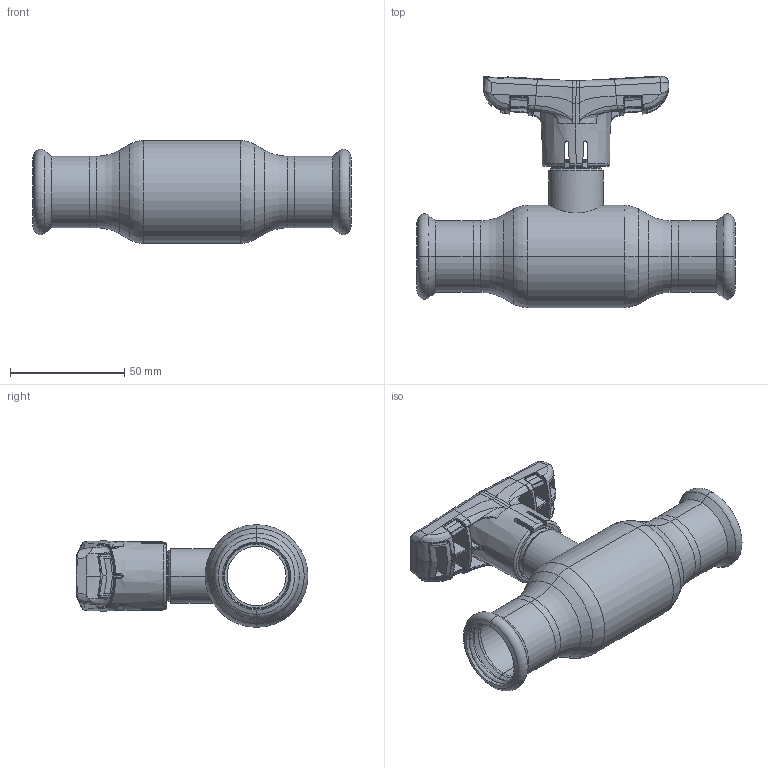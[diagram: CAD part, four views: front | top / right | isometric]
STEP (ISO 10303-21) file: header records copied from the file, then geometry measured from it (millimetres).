
FILE_DESCRIPTION (( 'STEP AP214' ), '1' );
FILE_NAME ('1025000100-1400.step', '2024-01-15T11:13:14', ( '' ), ( '' ), 'SwSTEP 2.0', 'SolidWorks 2021', '' );
FILE_SCHEMA (( 'AUTOMOTIVE_DESIGN' ));
Length unit declared in the file: millimetre
Products named in the file (1): 1025000100-1400
Bounding box: 139.6 x 101.57 x 45 mm (x, y, z)
Surface area: 39482.1 mm2 (no closed solid volume)
Topology: 0 solids, 8 shells, 669 faces, 2220 edges, 1475 vertices
Faces by surface type: bspline 528, plane 46, cylinder 36, cone 30, torus 25, sphere 4
Entity records: 62407 total; most frequent: CARTESIAN_POINT 41074, ORIENTED_EDGE 3662, EDGE_CURVE 2208, B_SPLINE_CURVE_WITH_KNOTS 1608, VERTEX_POINT 1472, DIRECTION 1324, EDGE_LOOP 681, UNCERTAINTY_MEASURE_WITH_UNIT 668
